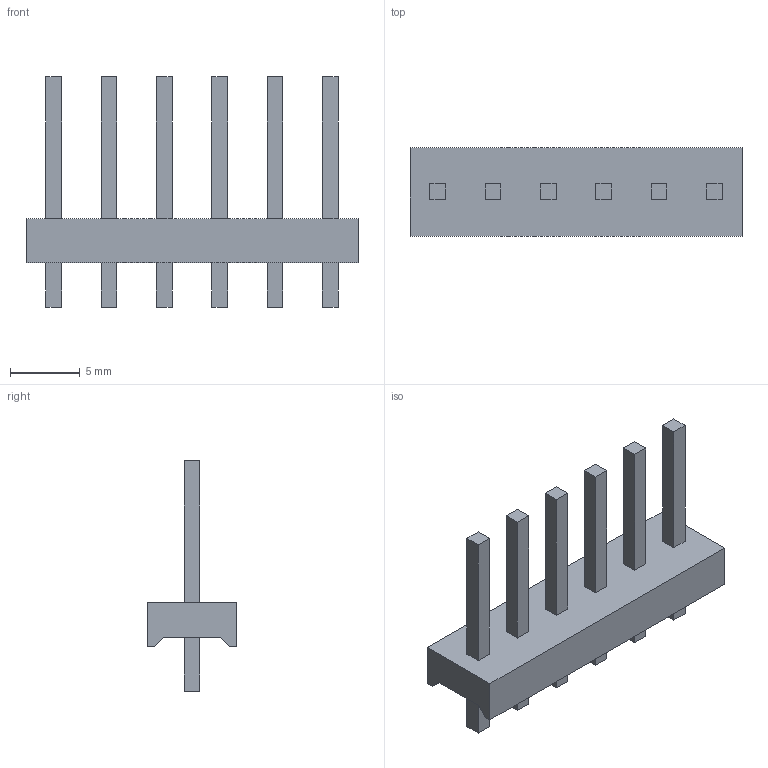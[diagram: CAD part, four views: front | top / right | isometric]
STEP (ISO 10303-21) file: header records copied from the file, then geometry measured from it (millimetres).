
FILE_DESCRIPTION(('STEP AP242'),'1');
FILE_NAME('3-641203-6.stp','2022-10-21T15:57:42',('TraceParts'),('TraceParts S.A.'),'Spatial InterOp 3D',' ',' ');
FILE_SCHEMA(('AP242_MANAGED_MODEL_BASED_3D_ENGINEERING_MIM_LF {1 0 10303 442 1 1 4}'));
Length unit declared in the file: millimetre
Products named in the file (1): 3-641203-6
Bounding box: 23.77 x 6.35 x 16.51 mm (x, y, z)
Volume: 512.6 mm3; surface area: 885.6 mm2
Topology: 1 solids, 1 shells, 70 faces, 168 edges, 112 vertices
Faces by surface type: plane 70
Entity records: 2007 total; most frequent: CARTESIAN_POINT 351, ORIENTED_EDGE 336, DIRECTION 310, EDGE_CURVE 168, LINE 168, VECTOR 168, VERTEX_POINT 112, EDGE_LOOP 82
